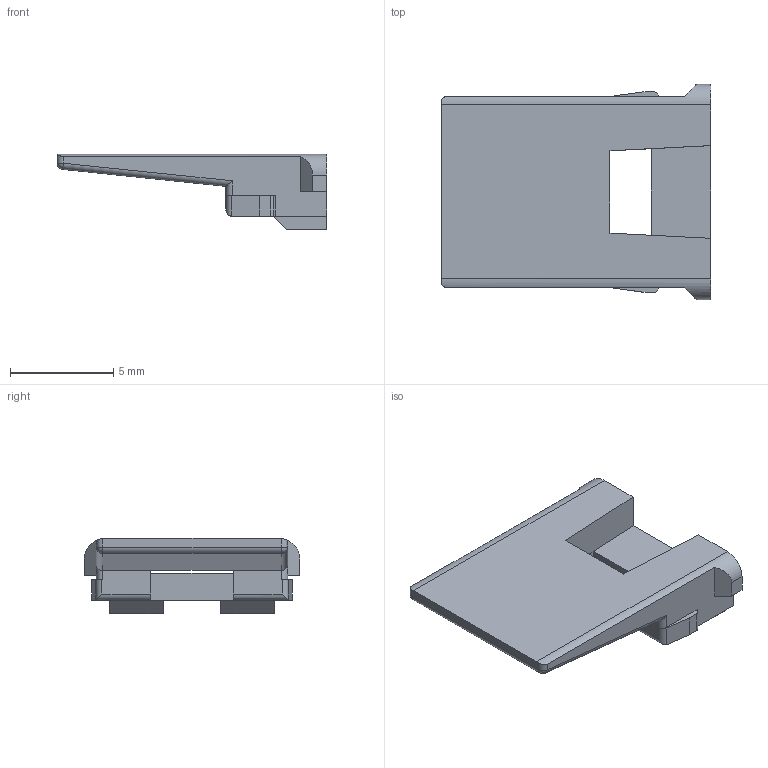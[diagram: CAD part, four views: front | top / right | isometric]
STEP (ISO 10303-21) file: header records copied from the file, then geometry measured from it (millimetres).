
FILE_DESCRIPTION((''),'2;1');
FILE_NAME('AW2P','2014-11-03T',('Orion.Li'),(''),'PRO/ENGINEER BY PARAMETRIC TECHNOLOGY CORPORATION, 2013230','PRO/ENGINEER BY PARAMETRIC TECHNOLOGY CORPORATION, 2013230','');
FILE_SCHEMA(('CONFIG_CONTROL_DESIGN'));
Length unit declared in the file: millimetre
Products named in the file (1): AW2P
Bounding box: 13.1 x 10.45 x 3.65 mm (x, y, z)
Volume: 184.9 mm3; surface area: 353.1 mm2
Topology: 1 solids, 1 shells, 59 faces, 165 edges, 106 vertices
Faces by surface type: plane 42, cylinder 15, sphere 2
Entity records: 1955 total; most frequent: CARTESIAN_POINT 406, ORIENTED_EDGE 330, DIRECTION 290, EDGE_CURVE 165, VECTOR 132, LINE 132, VERTEX_POINT 106, AXIS2_PLACEMENT_3D 79
